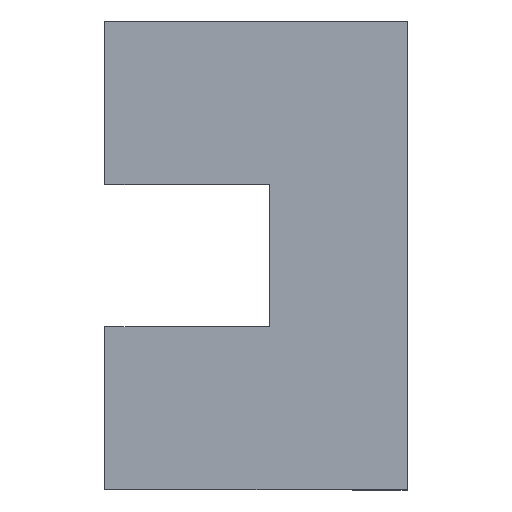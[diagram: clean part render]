
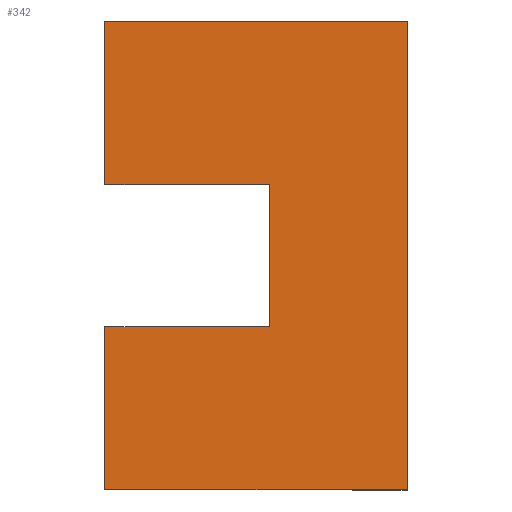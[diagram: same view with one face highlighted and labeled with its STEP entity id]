
A CAD part, top view. The second image highlights one B-rep face of the part: STEP entity #342.
In plain terms, the highlighted planar face has unit normal (0, 0, 1).
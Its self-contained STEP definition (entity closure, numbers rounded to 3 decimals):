
#18=DIRECTION('',(1.,0.,0.));
#19=VECTOR('',#18,11.);
#20=CARTESIAN_POINT('',(-11.,-8.5,0.));
#21=LINE('',#20,#19);
#22=DIRECTION('',(0.,1.,0.));
#23=VECTOR('',#22,17.);
#24=CARTESIAN_POINT('',(0.,-8.5,0.));
#25=LINE('',#24,#23);
#36=DIRECTION('',(1.,0.,0.));
#37=VECTOR('',#36,6.);
#38=CARTESIAN_POINT('',(-11.,-2.6,0.));
#39=LINE('',#38,#37);
#40=DIRECTION('',(0.,1.,0.));
#41=VECTOR('',#40,5.2);
#42=CARTESIAN_POINT('',(-5.,-2.6,0.));
#43=LINE('',#42,#41);
#44=DIRECTION('',(1.,0.,0.));
#45=VECTOR('',#44,6.);
#46=CARTESIAN_POINT('',(-11.,2.6,0.));
#47=LINE('',#46,#45);
#48=DIRECTION('',(0.,1.,0.));
#49=VECTOR('',#48,5.9);
#50=CARTESIAN_POINT('',(-11.,2.6,0.));
#51=LINE('',#50,#49);
#52=DIRECTION('',(0.,1.,0.));
#53=VECTOR('',#52,5.9);
#54=CARTESIAN_POINT('',(-11.,-8.5,0.));
#55=LINE('',#54,#53);
#202=DIRECTION('',(1.,0.,0.));
#203=VECTOR('',#202,11.);
#204=CARTESIAN_POINT('',(-11.,8.5,0.));
#205=LINE('',#204,#203);
#218=CARTESIAN_POINT('',(0.,-8.5,0.));
#220=VERTEX_POINT('',#218);
#225=CARTESIAN_POINT('',(-11.,-8.5,0.));
#227=VERTEX_POINT('',#225);
#228=CARTESIAN_POINT('',(0.,8.5,0.));
#230=VERTEX_POINT('',#228);
#235=CARTESIAN_POINT('',(-11.,8.5,0.));
#237=VERTEX_POINT('',#235);
#255=CARTESIAN_POINT('',(-11.,-2.6,0.));
#257=VERTEX_POINT('',#255);
#263=CARTESIAN_POINT('',(-11.,2.6,0.));
#265=VERTEX_POINT('',#263);
#266=CARTESIAN_POINT('',(-5.,-2.6,0.));
#267=VERTEX_POINT('',#266);
#268=CARTESIAN_POINT('',(-5.,2.6,0.));
#269=VERTEX_POINT('',#268);
#321=CARTESIAN_POINT('',(-11.,-8.5,0.));
#322=DIRECTION('',(0.,0.,1.));
#323=DIRECTION('',(1.,0.,0.));
#324=AXIS2_PLACEMENT_3D('',#321,#322,#323);
#325=PLANE('',#324);
#327=ORIENTED_EDGE('',*,*,#326,.T.);
#329=ORIENTED_EDGE('',*,*,#328,.T.);
#331=ORIENTED_EDGE('',*,*,#330,.F.);
#333=ORIENTED_EDGE('',*,*,#332,.T.);
#335=ORIENTED_EDGE('',*,*,#334,.T.);
#336=ORIENTED_EDGE('',*,*,#306,.F.);
#337=ORIENTED_EDGE('',*,*,#295,.F.);
#339=ORIENTED_EDGE('',*,*,#338,.T.);
#340=EDGE_LOOP('',(#327,#329,#331,#333,#335,#336,#337,#339));
#341=FACE_OUTER_BOUND('',#340,.F.);
#342=ADVANCED_FACE('',(#341),#325,.T.);
#295=EDGE_CURVE('',#227,#220,#21,.T.);
#306=EDGE_CURVE('',#220,#230,#25,.T.);
#326=EDGE_CURVE('',#257,#267,#39,.T.);
#328=EDGE_CURVE('',#267,#269,#43,.T.);
#330=EDGE_CURVE('',#265,#269,#47,.T.);
#332=EDGE_CURVE('',#265,#237,#51,.T.);
#334=EDGE_CURVE('',#237,#230,#205,.T.);
#338=EDGE_CURVE('',#227,#257,#55,.T.);
